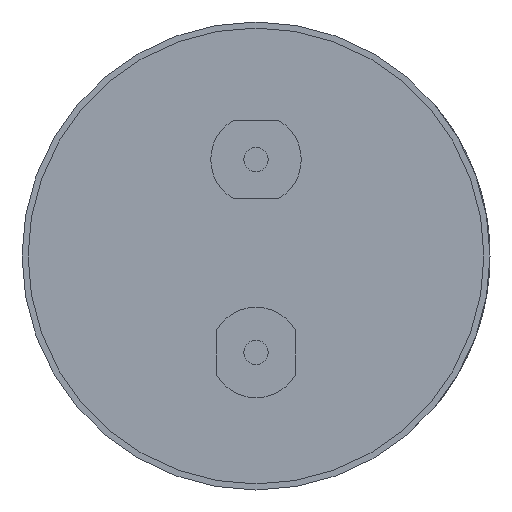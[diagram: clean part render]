
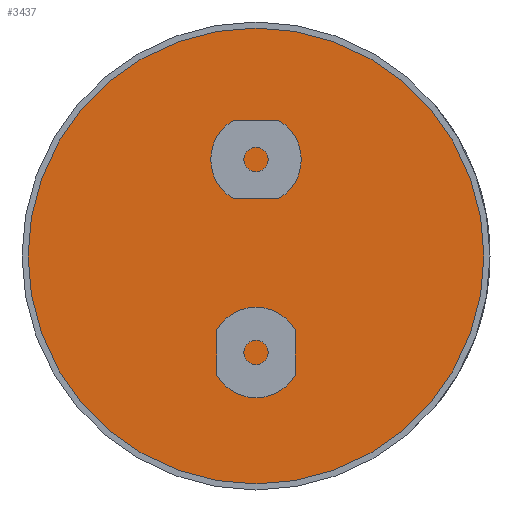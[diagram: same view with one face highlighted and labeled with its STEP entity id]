
A CAD part, front view. The second image highlights one B-rep face of the part: STEP entity #3437.
In plain terms, the highlighted planar face has unit normal (0, -1, 0).
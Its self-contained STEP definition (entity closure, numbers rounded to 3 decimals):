
#17 = ORIENTED_EDGE ( 'NONE', *, *, #5228, .T. ) ;
#661 = EDGE_LOOP ( 'NONE', ( #4329, #17 ) ) ;
#676 = DIRECTION ( 'NONE',  ( 0., -1., 0. ) ) ;
#765 = AXIS2_PLACEMENT_3D ( 'NONE', #3888, #2207, #4669 ) ;
#1009 = AXIS2_PLACEMENT_3D ( 'NONE', #1083, #676, #1047 ) ;
#1047 = DIRECTION ( 'NONE',  ( 0., 0., -1. ) ) ;
#1083 = CARTESIAN_POINT ( 'NONE',  ( 0., 3.2, 0. ) ) ;
#1756 = VERTEX_POINT ( 'NONE', #2010 ) ;
#2010 = CARTESIAN_POINT ( 'NONE',  ( 0., 3.2, 37.8 ) ) ;
#2207 = DIRECTION ( 'NONE',  ( 0., -1., 0. ) ) ;
#2586 = PLANE ( 'NONE',  #2880 ) ;
#2870 = DIRECTION ( 'NONE',  ( 0., 0., -1. ) ) ;
#2880 = AXIS2_PLACEMENT_3D ( 'NONE', #3013, #4545, #2870 ) ;
#3011 = EDGE_CURVE ( 'NONE', #5131, #1756, #5104, .T. ) ;
#3013 = CARTESIAN_POINT ( 'NONE',  ( 0., 3.2, 0. ) ) ;
#3437 = ADVANCED_FACE ( 'NONE', ( #3440 ), #2586, .T. ) ;
#3440 = FACE_OUTER_BOUND ( 'NONE', #661, .T. ) ;
#3888 = CARTESIAN_POINT ( 'NONE',  ( 0., 3.2, 0. ) ) ;
#4251 = CARTESIAN_POINT ( 'NONE',  ( 0., 3.2, -37.8 ) ) ;
#4329 = ORIENTED_EDGE ( 'NONE', *, *, #3011, .T. ) ;
#4545 = DIRECTION ( 'NONE',  ( 0., -1., 0. ) ) ;
#4669 = DIRECTION ( 'NONE',  ( 0., 0., -1. ) ) ;
#4905 = CIRCLE ( 'NONE', #1009, 37.8 ) ;
#5104 = CIRCLE ( 'NONE', #765, 37.8 ) ;
#5131 = VERTEX_POINT ( 'NONE', #4251 ) ;
#5228 = EDGE_CURVE ( 'NONE', #1756, #5131, #4905, .T. ) ;
